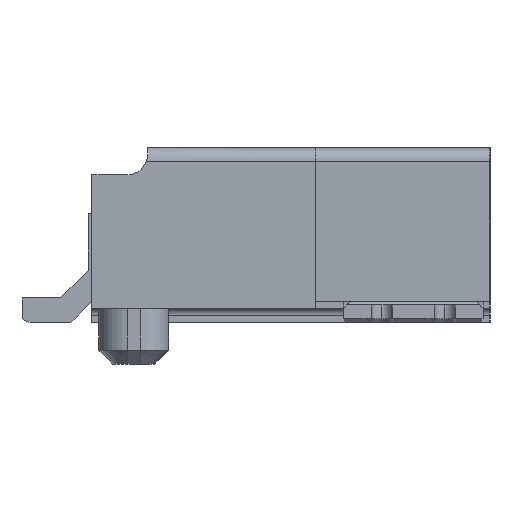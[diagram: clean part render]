
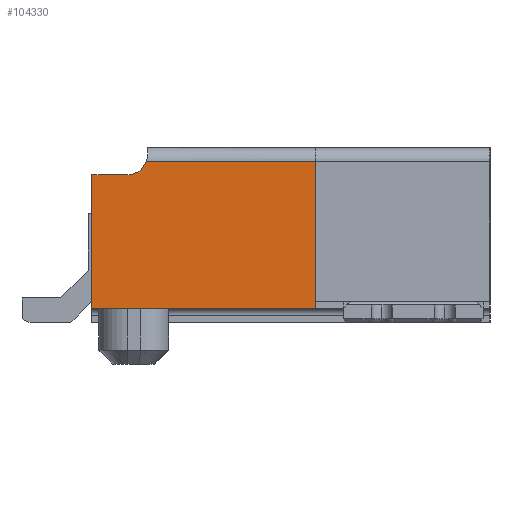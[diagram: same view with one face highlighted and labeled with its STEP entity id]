
A CAD part, left-side view. The second image highlights one B-rep face of the part: STEP entity #104330.
In plain terms, the highlighted planar face has unit normal (-1, 0, 0).
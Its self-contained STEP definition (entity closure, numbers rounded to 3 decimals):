
#101530=CARTESIAN_POINT('',(-55.283,-1.432,2.3));
#101540=VERTEX_POINT('',#101530);
#101590=CARTESIAN_POINT('',(-55.283,-1.493,2.3));
#101600=DIRECTION('',(0.,1.,0.));
#101610=VECTOR('',#101600,1.);
#101620=LINE('',#101590,#101610);
#101630=CARTESIAN_POINT('',(-55.283,0.989,2.3));
#101640=VERTEX_POINT('',#101630);
#101650=EDGE_CURVE('',#101540,#101640,#101620,.T.);
#102220=CARTESIAN_POINT('',(-55.283,-1.432,0.2));
#102230=VERTEX_POINT('',#102220);
#102260=CARTESIAN_POINT('',(-55.283,-1.432,0.));
#102270=DIRECTION('',(0.,0.,1.));
#102280=VECTOR('',#102270,1.);
#102290=LINE('',#102260,#102280);
#102300=EDGE_CURVE('',#102230,#101540,#102290,.T.);
#103510=CARTESIAN_POINT('',(-55.283,1.268,2.41));
#103520=DIRECTION('',(1.,0.,0.));
#103530=DIRECTION('',(0.,-1.,0.));
#103540=AXIS2_PLACEMENT_3D('',#103510,#103520,#103530);
#103550=CIRCLE('',#103540,0.3);
#103560=CARTESIAN_POINT('',(-55.283,1.268,2.11));
#103570=VERTEX_POINT('',#103560);
#103580=EDGE_CURVE('',#101640,#103570,#103550,.T.);
#104010=CARTESIAN_POINT('',(-55.283,-1.512,2.353));
#104020=DIRECTION('',(-1.,0.,0.));
#104030=DIRECTION('',(0.,1.,0.));
#104040=AXIS2_PLACEMENT_3D('',#104010,#104020,#104030);
#104050=PLANE('',#104040);
#104060=ORIENTED_EDGE('',*,*,#102300,.T.);
#104070=CARTESIAN_POINT('',(-55.283,0.,0.2));
#104080=DIRECTION('',(0.,1.,0.));
#104090=VECTOR('',#104080,1.);
#104100=LINE('',#104070,#104090);
#104110=CARTESIAN_POINT('',(-55.283,1.768,0.2));
#104120=VERTEX_POINT('',#104110);
#104130=EDGE_CURVE('',#102230,#104120,#104100,.T.);
#104140=ORIENTED_EDGE('',*,*,#104130,.F.);
#104150=CARTESIAN_POINT('',(-55.283,1.768,0.));
#104160=DIRECTION('',(0.,0.,1.));
#104170=VECTOR('',#104160,1.);
#104180=LINE('',#104150,#104170);
#104190=CARTESIAN_POINT('',(-55.283,1.768,2.11));
#104200=VERTEX_POINT('',#104190);
#104210=EDGE_CURVE('',#104120,#104200,#104180,.T.);
#104220=ORIENTED_EDGE('',*,*,#104210,.F.);
#104230=CARTESIAN_POINT('',(-55.283,0.,2.11));
#104240=DIRECTION('',(0.,1.,0.));
#104250=VECTOR('',#104240,1.);
#104260=LINE('',#104230,#104250);
#104270=EDGE_CURVE('',#103570,#104200,#104260,.T.);
#104280=ORIENTED_EDGE('',*,*,#104270,.T.);
#104290=ORIENTED_EDGE('',*,*,#103580,.T.);
#104300=ORIENTED_EDGE('',*,*,#101650,.T.);
#104310=EDGE_LOOP('',(#104300,#104290,#104280,#104220,#104140,#104060));
#104320=FACE_OUTER_BOUND('',#104310,.T.);
#104330=ADVANCED_FACE('',(#104320),#104050,.T.);
